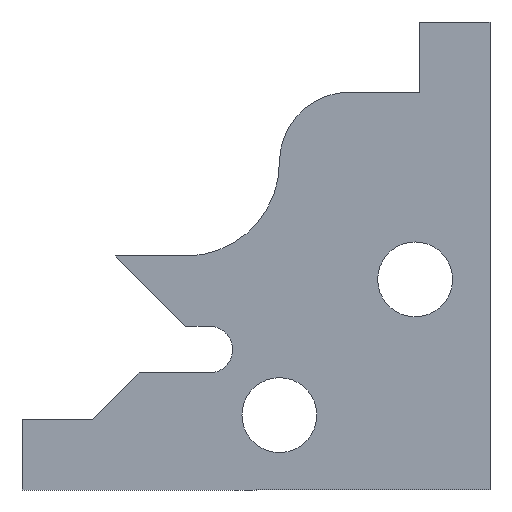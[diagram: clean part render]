
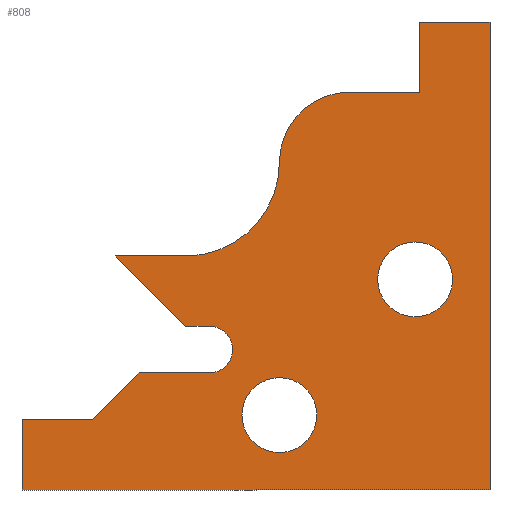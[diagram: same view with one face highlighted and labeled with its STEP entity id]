
A CAD part, left-side view. The second image highlights one B-rep face of the part: STEP entity #808.
In plain terms, the highlighted planar face has unit normal (-1, 0, 0).
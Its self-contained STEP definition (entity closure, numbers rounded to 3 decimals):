
#36=CARTESIAN_POINT('Axis2P3D Location',(0.,8.,22.5)) ;
#40=CARTESIAN_POINT('Vertex',(0.,4.,22.5)) ;
#42=CARTESIAN_POINT('Vertex',(0.,12.,22.5)) ;
#71=CARTESIAN_POINT('Axis2P3D Location',(0.,8.,22.5)) ;
#283=CARTESIAN_POINT('Vertex',(0.,0.,50.)) ;
#286=CARTESIAN_POINT('Line Origine',(0.,0.,25.)) ;
#290=CARTESIAN_POINT('Vertex',(0.,0.,0.)) ;
#310=CARTESIAN_POINT('Line Origine',(0.,25.,0.)) ;
#314=CARTESIAN_POINT('Vertex',(0.,50.,0.)) ;
#334=CARTESIAN_POINT('Line Origine',(0.,50.,3.75)) ;
#338=CARTESIAN_POINT('Vertex',(0.,50.,7.5)) ;
#358=CARTESIAN_POINT('Line Origine',(0.,46.25,7.5)) ;
#362=CARTESIAN_POINT('Vertex',(0.,42.5,7.5)) ;
#382=CARTESIAN_POINT('Line Origine',(0.,40.,10.)) ;
#386=CARTESIAN_POINT('Vertex',(0.,37.5,12.5)) ;
#406=CARTESIAN_POINT('Line Origine',(0.,33.75,12.5)) ;
#410=CARTESIAN_POINT('Vertex',(0.,30.,12.5)) ;
#430=CARTESIAN_POINT('Axis2P3D Location',(0.,30.,15.)) ;
#434=CARTESIAN_POINT('Vertex',(0.,30.,17.5)) ;
#454=CARTESIAN_POINT('Line Origine',(0.,31.25,17.5)) ;
#458=CARTESIAN_POINT('Vertex',(0.,32.5,17.5)) ;
#478=CARTESIAN_POINT('Line Origine',(0.,36.25,21.25)) ;
#482=CARTESIAN_POINT('Vertex',(0.,40.,25.)) ;
#502=CARTESIAN_POINT('Line Origine',(0.,36.25,25.)) ;
#506=CARTESIAN_POINT('Vertex',(0.,32.5,25.)) ;
#526=CARTESIAN_POINT('Axis2P3D Location',(0.,32.5,35.)) ;
#530=CARTESIAN_POINT('Vertex',(0.,22.5,35.)) ;
#550=CARTESIAN_POINT('Axis2P3D Location',(0.,15.,35.)) ;
#554=CARTESIAN_POINT('Vertex',(0.,15.,42.5)) ;
#574=CARTESIAN_POINT('Line Origine',(0.,11.25,42.5)) ;
#578=CARTESIAN_POINT('Vertex',(0.,7.5,42.5)) ;
#598=CARTESIAN_POINT('Line Origine',(0.,7.5,46.25)) ;
#602=CARTESIAN_POINT('Vertex',(0.,7.5,50.)) ;
#622=CARTESIAN_POINT('Line Origine',(0.,3.75,50.)) ;
#711=CARTESIAN_POINT('Axis2P3D Location',(0.,22.5,8.)) ;
#715=CARTESIAN_POINT('Vertex',(0.,18.5,8.)) ;
#717=CARTESIAN_POINT('Vertex',(0.,26.5,8.)) ;
#737=CARTESIAN_POINT('Axis2P3D Location',(0.,22.5,8.)) ;
#778=CARTESIAN_POINT('Axis2P3D Location',(0.,0.,0.)) ;
#288=VECTOR('Line Direction',#287,1.) ;
#312=VECTOR('Line Direction',#311,1.) ;
#336=VECTOR('Line Direction',#335,1.) ;
#360=VECTOR('Line Direction',#359,1.) ;
#384=VECTOR('Line Direction',#383,1.) ;
#408=VECTOR('Line Direction',#407,1.) ;
#456=VECTOR('Line Direction',#455,1.) ;
#480=VECTOR('Line Direction',#479,1.) ;
#504=VECTOR('Line Direction',#503,1.) ;
#576=VECTOR('Line Direction',#575,1.) ;
#600=VECTOR('Line Direction',#599,1.) ;
#624=VECTOR('Line Direction',#623,1.) ;
#37=DIRECTION('Axis2P3D Direction',(1.,0.,0.)) ;
#72=DIRECTION('Axis2P3D Direction',(1.,0.,0.)) ;
#287=DIRECTION('Vector Direction',(0.,0.,-1.)) ;
#311=DIRECTION('Vector Direction',(0.,1.,0.)) ;
#335=DIRECTION('Vector Direction',(0.,0.,1.)) ;
#359=DIRECTION('Vector Direction',(0.,-1.,0.)) ;
#383=DIRECTION('Vector Direction',(0.,0.707,-0.707)) ;
#407=DIRECTION('Vector Direction',(0.,-1.,0.)) ;
#431=DIRECTION('Axis2P3D Direction',(1.,0.,0.)) ;
#455=DIRECTION('Vector Direction',(0.,-1.,0.)) ;
#479=DIRECTION('Vector Direction',(0.,-0.707,-0.707)) ;
#503=DIRECTION('Vector Direction',(0.,1.,0.)) ;
#527=DIRECTION('Axis2P3D Direction',(1.,0.,0.)) ;
#551=DIRECTION('Axis2P3D Direction',(1.,0.,0.)) ;
#575=DIRECTION('Vector Direction',(0.,1.,0.)) ;
#599=DIRECTION('Vector Direction',(0.,0.,-1.)) ;
#623=DIRECTION('Vector Direction',(0.,1.,0.)) ;
#712=DIRECTION('Axis2P3D Direction',(1.,0.,0.)) ;
#738=DIRECTION('Axis2P3D Direction',(1.,0.,0.)) ;
#779=DIRECTION('Axis2P3D Direction',(1.,0.,0.)) ;
#780=DIRECTION('Axis2P3D XDirection',(0.,1.,0.)) ;
#38=AXIS2_PLACEMENT_3D('Circle Axis2P3D',#36,#37,$) ;
#73=AXIS2_PLACEMENT_3D('Circle Axis2P3D',#71,#72,$) ;
#432=AXIS2_PLACEMENT_3D('Circle Axis2P3D',#430,#431,$) ;
#528=AXIS2_PLACEMENT_3D('Circle Axis2P3D',#526,#527,$) ;
#552=AXIS2_PLACEMENT_3D('Circle Axis2P3D',#550,#551,$) ;
#713=AXIS2_PLACEMENT_3D('Circle Axis2P3D',#711,#712,$) ;
#739=AXIS2_PLACEMENT_3D('Circle Axis2P3D',#737,#738,$) ;
#781=AXIS2_PLACEMENT_3D('Plane Axis2P3D',#778,#779,#780) ;
#289=LINE('Line',#286,#288) ;
#313=LINE('Line',#310,#312) ;
#337=LINE('Line',#334,#336) ;
#361=LINE('Line',#358,#360) ;
#385=LINE('Line',#382,#384) ;
#409=LINE('Line',#406,#408) ;
#457=LINE('Line',#454,#456) ;
#481=LINE('Line',#478,#480) ;
#505=LINE('Line',#502,#504) ;
#577=LINE('Line',#574,#576) ;
#601=LINE('Line',#598,#600) ;
#625=LINE('Line',#622,#624) ;
#39=CIRCLE('generated circle',#38,4.) ;
#74=CIRCLE('generated circle',#73,4.) ;
#433=CIRCLE('generated circle',#432,2.5) ;
#529=CIRCLE('generated circle',#528,10.) ;
#553=CIRCLE('generated circle',#552,7.5) ;
#714=CIRCLE('generated circle',#713,4.) ;
#740=CIRCLE('generated circle',#739,4.) ;
#782=PLANE('',#781) ;
#803=FACE_BOUND('',#800,.T.) ;
#807=FACE_BOUND('',#804,.T.) ;
#44=EDGE_CURVE('',#41,#43,#39,.T.) ;
#75=EDGE_CURVE('',#43,#41,#74,.T.) ;
#292=EDGE_CURVE('',#284,#291,#289,.T.) ;
#316=EDGE_CURVE('',#291,#315,#313,.T.) ;
#340=EDGE_CURVE('',#315,#339,#337,.T.) ;
#364=EDGE_CURVE('',#339,#363,#361,.T.) ;
#388=EDGE_CURVE('',#363,#387,#385,.F.) ;
#412=EDGE_CURVE('',#387,#411,#409,.T.) ;
#436=EDGE_CURVE('',#411,#435,#433,.F.) ;
#460=EDGE_CURVE('',#435,#459,#457,.F.) ;
#484=EDGE_CURVE('',#459,#483,#481,.F.) ;
#508=EDGE_CURVE('',#483,#507,#505,.F.) ;
#532=EDGE_CURVE('',#507,#531,#529,.F.) ;
#556=EDGE_CURVE('',#531,#555,#553,.T.) ;
#580=EDGE_CURVE('',#555,#579,#577,.F.) ;
#604=EDGE_CURVE('',#579,#603,#601,.F.) ;
#626=EDGE_CURVE('',#603,#284,#625,.F.) ;
#719=EDGE_CURVE('',#716,#718,#714,.T.) ;
#741=EDGE_CURVE('',#718,#716,#740,.T.) ;
#784=ORIENTED_EDGE('',*,*,#626,.F.) ;
#785=ORIENTED_EDGE('',*,*,#604,.F.) ;
#786=ORIENTED_EDGE('',*,*,#580,.F.) ;
#787=ORIENTED_EDGE('',*,*,#556,.F.) ;
#788=ORIENTED_EDGE('',*,*,#532,.F.) ;
#789=ORIENTED_EDGE('',*,*,#508,.F.) ;
#790=ORIENTED_EDGE('',*,*,#484,.F.) ;
#791=ORIENTED_EDGE('',*,*,#460,.F.) ;
#792=ORIENTED_EDGE('',*,*,#436,.F.) ;
#793=ORIENTED_EDGE('',*,*,#412,.F.) ;
#794=ORIENTED_EDGE('',*,*,#388,.F.) ;
#795=ORIENTED_EDGE('',*,*,#364,.F.) ;
#796=ORIENTED_EDGE('',*,*,#340,.F.) ;
#797=ORIENTED_EDGE('',*,*,#316,.F.) ;
#798=ORIENTED_EDGE('',*,*,#292,.F.) ;
#801=ORIENTED_EDGE('',*,*,#44,.T.) ;
#802=ORIENTED_EDGE('',*,*,#75,.T.) ;
#805=ORIENTED_EDGE('',*,*,#719,.T.) ;
#806=ORIENTED_EDGE('',*,*,#741,.T.) ;
#783=EDGE_LOOP('',(#784,#785,#786,#787,#788,#789,#790,#791,#792,#793,#794,#795,#796,#797,#798)) ;
#800=EDGE_LOOP('',(#801,#802)) ;
#804=EDGE_LOOP('',(#805,#806)) ;
#41=VERTEX_POINT('',#40) ;
#43=VERTEX_POINT('',#42) ;
#284=VERTEX_POINT('',#283) ;
#291=VERTEX_POINT('',#290) ;
#315=VERTEX_POINT('',#314) ;
#339=VERTEX_POINT('',#338) ;
#363=VERTEX_POINT('',#362) ;
#387=VERTEX_POINT('',#386) ;
#411=VERTEX_POINT('',#410) ;
#435=VERTEX_POINT('',#434) ;
#459=VERTEX_POINT('',#458) ;
#483=VERTEX_POINT('',#482) ;
#507=VERTEX_POINT('',#506) ;
#531=VERTEX_POINT('',#530) ;
#555=VERTEX_POINT('',#554) ;
#579=VERTEX_POINT('',#578) ;
#603=VERTEX_POINT('',#602) ;
#716=VERTEX_POINT('',#715) ;
#718=VERTEX_POINT('',#717) ;
#808=ADVANCED_FACE('Profile',(#799,#803,#807),#782,.F.) ;
#799=FACE_OUTER_BOUND('',#783,.T.) ;
